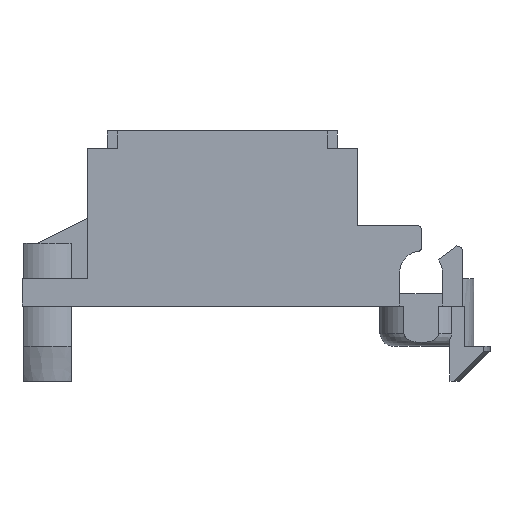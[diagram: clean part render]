
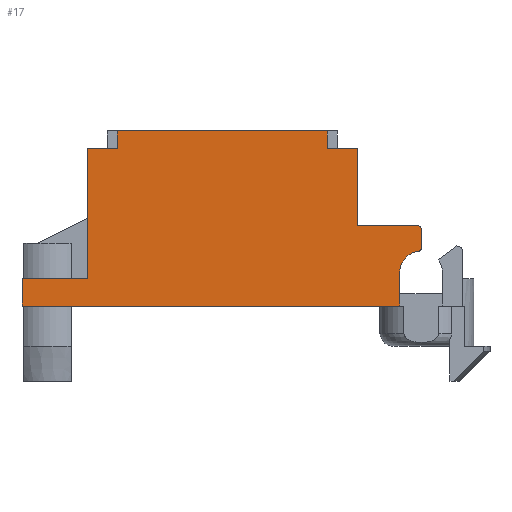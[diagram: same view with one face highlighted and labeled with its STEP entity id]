
A CAD part, left-side view. The second image highlights one B-rep face of the part: STEP entity #17.
In plain terms, the highlighted planar face has unit normal (-1, 0, 0).
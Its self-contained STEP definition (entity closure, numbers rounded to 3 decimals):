
#17 = ADVANCED_FACE('',(#18),#151,.T.);
#18 = FACE_BOUND('',#19,.T.);
#19 = EDGE_LOOP('',(#20,#30,#38,#46,#54,#62,#71,#80,#88,#97,#105,#113,
    #121,#129,#137,#145));
#20 = ORIENTED_EDGE('',*,*,#21,.T.);
#21 = EDGE_CURVE('',#22,#24,#26,.T.);
#22 = VERTEX_POINT('',#23);
#23 = CARTESIAN_POINT('',(-3.5,5.4,6.3));
#24 = VERTEX_POINT('',#25);
#25 = CARTESIAN_POINT('',(-3.5,5.4,1.1));
#26 = LINE('',#27,#28);
#27 = CARTESIAN_POINT('',(-3.5,5.4,-7.5));
#28 = VECTOR('',#29,1.);
#29 = DIRECTION('',(0.,0.,-1.));
#30 = ORIENTED_EDGE('',*,*,#31,.T.);
#31 = EDGE_CURVE('',#24,#32,#34,.T.);
#32 = VERTEX_POINT('',#33);
#33 = CARTESIAN_POINT('',(-3.5,8.,1.1));
#34 = LINE('',#35,#36);
#35 = CARTESIAN_POINT('',(-3.5,-4.568,1.1));
#36 = VECTOR('',#37,1.);
#37 = DIRECTION('',(0.,1.,0.));
#38 = ORIENTED_EDGE('',*,*,#39,.T.);
#39 = EDGE_CURVE('',#32,#40,#42,.T.);
#40 = VERTEX_POINT('',#41);
#41 = CARTESIAN_POINT('',(-3.5,8.,0.));
#42 = LINE('',#43,#44);
#43 = CARTESIAN_POINT('',(-3.5,8.,-10.));
#44 = VECTOR('',#45,1.);
#45 = DIRECTION('',(0.,0.,-1.));
#46 = ORIENTED_EDGE('',*,*,#47,.F.);
#47 = EDGE_CURVE('',#48,#40,#50,.T.);
#48 = VERTEX_POINT('',#49);
#49 = CARTESIAN_POINT('',(-3.5,-7.1,0.));
#50 = LINE('',#51,#52);
#51 = CARTESIAN_POINT('',(-3.5,-7.271,0.));
#52 = VECTOR('',#53,1.);
#53 = DIRECTION('',(0.,1.,0.));
#54 = ORIENTED_EDGE('',*,*,#55,.F.);
#55 = EDGE_CURVE('',#56,#48,#58,.T.);
#56 = VERTEX_POINT('',#57);
#57 = CARTESIAN_POINT('',(-3.5,-7.1,1.35));
#58 = LINE('',#59,#60);
#59 = CARTESIAN_POINT('',(-3.5,-7.1,-4.038));
#60 = VECTOR('',#61,1.);
#61 = DIRECTION('',(0.,0.,-1.));
#62 = ORIENTED_EDGE('',*,*,#63,.F.);
#63 = EDGE_CURVE('',#64,#56,#66,.T.);
#64 = VERTEX_POINT('',#65);
#65 = CARTESIAN_POINT('',(-3.5,-7.861,2.195));
#66 = CIRCLE('',#67,0.85);
#67 = AXIS2_PLACEMENT_3D('',#68,#69,#70);
#68 = CARTESIAN_POINT('',(-3.5,-7.95,1.35));
#69 = DIRECTION('',(-1.,0.,0.));
#70 = DIRECTION('',(0.,1.,0.));
#71 = ORIENTED_EDGE('',*,*,#72,.T.);
#72 = EDGE_CURVE('',#64,#73,#75,.T.);
#73 = VERTEX_POINT('',#74);
#74 = CARTESIAN_POINT('',(-3.5,-7.95,2.295));
#75 = CIRCLE('',#76,0.1);
#76 = AXIS2_PLACEMENT_3D('',#77,#78,#79);
#77 = CARTESIAN_POINT('',(-3.5,-7.85,2.295));
#78 = DIRECTION('',(-1.,0.,0.));
#79 = DIRECTION('',(0.,1.,0.));
#80 = ORIENTED_EDGE('',*,*,#81,.F.);
#81 = EDGE_CURVE('',#82,#73,#84,.T.);
#82 = VERTEX_POINT('',#83);
#83 = CARTESIAN_POINT('',(-3.5,-7.95,3.1));
#84 = LINE('',#85,#86);
#85 = CARTESIAN_POINT('',(-3.5,-7.95,-0.95));
#86 = VECTOR('',#87,1.);
#87 = DIRECTION('',(0.,0.,-1.));
#88 = ORIENTED_EDGE('',*,*,#89,.T.);
#89 = EDGE_CURVE('',#82,#90,#92,.T.);
#90 = VERTEX_POINT('',#91);
#91 = CARTESIAN_POINT('',(-3.5,-7.85,3.2));
#92 = CIRCLE('',#93,0.1);
#93 = AXIS2_PLACEMENT_3D('',#94,#95,#96);
#94 = CARTESIAN_POINT('',(-3.5,-7.85,3.1));
#95 = DIRECTION('',(-1.,0.,0.));
#96 = DIRECTION('',(0.,1.,0.));
#97 = ORIENTED_EDGE('',*,*,#98,.T.);
#98 = EDGE_CURVE('',#90,#99,#101,.T.);
#99 = VERTEX_POINT('',#100);
#100 = CARTESIAN_POINT('',(-3.5,-5.4,3.2));
#101 = LINE('',#102,#103);
#102 = CARTESIAN_POINT('',(-3.5,-10.493,3.2));
#103 = VECTOR('',#104,1.);
#104 = DIRECTION('',(0.,1.,0.));
#105 = ORIENTED_EDGE('',*,*,#106,.F.);
#106 = EDGE_CURVE('',#107,#99,#109,.T.);
#107 = VERTEX_POINT('',#108);
#108 = CARTESIAN_POINT('',(-3.5,-5.4,6.3));
#109 = LINE('',#110,#111);
#110 = CARTESIAN_POINT('',(-3.5,-5.4,-10.));
#111 = VECTOR('',#112,1.);
#112 = DIRECTION('',(0.,0.,-1.));
#113 = ORIENTED_EDGE('',*,*,#114,.T.);
#114 = EDGE_CURVE('',#107,#115,#117,.T.);
#115 = VERTEX_POINT('',#116);
#116 = CARTESIAN_POINT('',(-3.5,-4.2,6.3));
#117 = LINE('',#118,#119);
#118 = CARTESIAN_POINT('',(-3.5,-6.568,6.3));
#119 = VECTOR('',#120,1.);
#120 = DIRECTION('',(0.,1.,-0.));
#121 = ORIENTED_EDGE('',*,*,#122,.T.);
#122 = EDGE_CURVE('',#115,#123,#125,.T.);
#123 = VERTEX_POINT('',#124);
#124 = CARTESIAN_POINT('',(-3.5,-4.2,7.));
#125 = LINE('',#126,#127);
#126 = CARTESIAN_POINT('',(-3.5,-4.2,0.65));
#127 = VECTOR('',#128,1.);
#128 = DIRECTION('',(0.,0.,1.));
#129 = ORIENTED_EDGE('',*,*,#130,.T.);
#130 = EDGE_CURVE('',#123,#131,#133,.T.);
#131 = VERTEX_POINT('',#132);
#132 = CARTESIAN_POINT('',(-3.5,4.2,7.));
#133 = LINE('',#134,#135);
#134 = CARTESIAN_POINT('',(-3.5,-13.135,7.));
#135 = VECTOR('',#136,1.);
#136 = DIRECTION('',(0.,1.,0.));
#137 = ORIENTED_EDGE('',*,*,#138,.F.);
#138 = EDGE_CURVE('',#139,#131,#141,.T.);
#139 = VERTEX_POINT('',#140);
#140 = CARTESIAN_POINT('',(-3.5,4.2,6.3));
#141 = LINE('',#142,#143);
#142 = CARTESIAN_POINT('',(-3.5,4.2,0.65));
#143 = VECTOR('',#144,1.);
#144 = DIRECTION('',(0.,0.,1.));
#145 = ORIENTED_EDGE('',*,*,#146,.T.);
#146 = EDGE_CURVE('',#139,#22,#147,.T.);
#147 = LINE('',#148,#149);
#148 = CARTESIAN_POINT('',(-3.5,-6.568,6.3));
#149 = VECTOR('',#150,1.);
#150 = DIRECTION('',(0.,1.,-0.));
#151 = PLANE('',#152);
#152 = AXIS2_PLACEMENT_3D('',#153,#154,#155);
#153 = CARTESIAN_POINT('',(-3.5,-13.135,-5.));
#154 = DIRECTION('',(-1.,0.,0.));
#155 = DIRECTION('',(0.,1.,0.));
